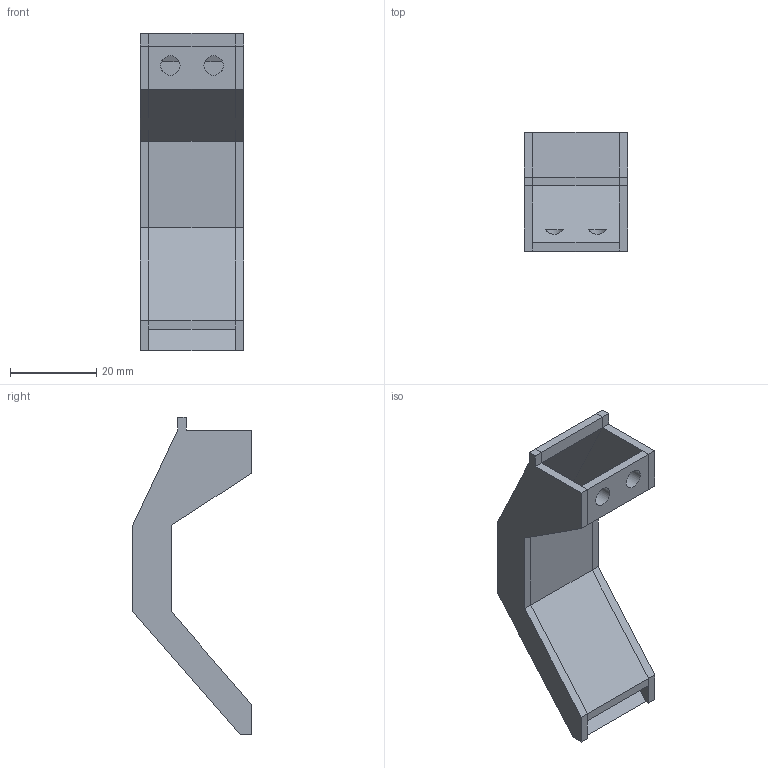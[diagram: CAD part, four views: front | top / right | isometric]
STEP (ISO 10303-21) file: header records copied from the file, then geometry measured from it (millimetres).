
FILE_DESCRIPTION(('FreeCAD Model'),'2;1');
FILE_NAME('Open CASCADE Shape Model','2023-10-14T12:04:41',(''),(''), 'Open CASCADE STEP processor 7.6','FreeCAD','Unknown');
FILE_SCHEMA(('AUTOMOTIVE_DESIGN { 1 0 10303 214 1 1 1 1 }'));
Length unit declared in the file: millimetre
Products named in the file (1): 2.0_duct_universal
Bounding box: 24 x 27.5 x 73.5 mm (x, y, z)
Volume: 10268.3 mm3; surface area: 10122.4 mm2
Topology: 1 solids, 1 shells, 51 faces, 125 edges, 74 vertices
Faces by surface type: plane 49, cylinder 2
Full cylindrical faces by diameter (mm): 4.5 x2
Entity records: 3126 total; most frequent: CARTESIAN_POINT 541, DIRECTION 481, LINE 357, VECTOR 357, ORIENTED_EDGE 250, PCURVE 250, DEFINITIONAL_REPRESENTATION 250, EDGE_CURVE 125
